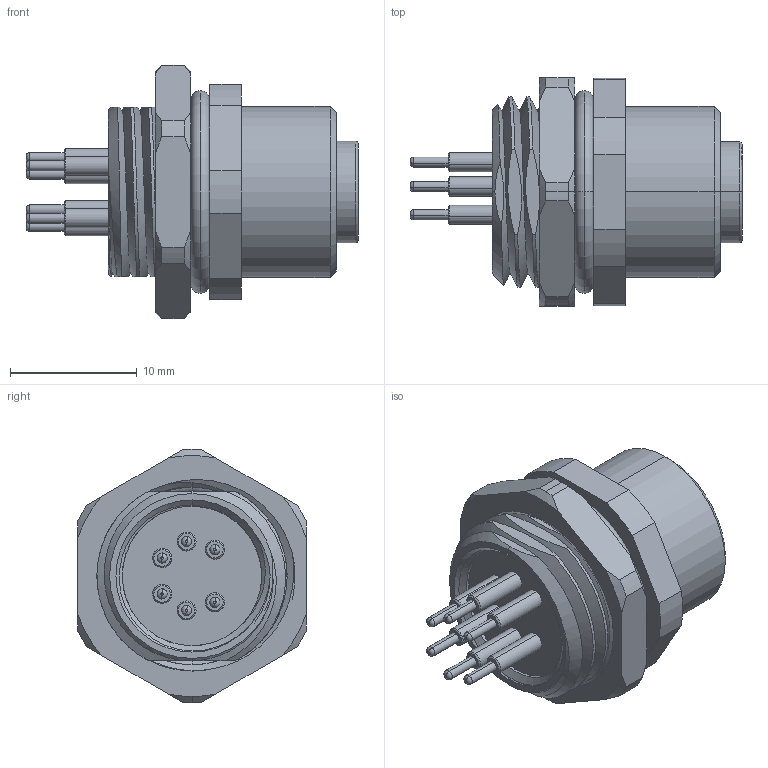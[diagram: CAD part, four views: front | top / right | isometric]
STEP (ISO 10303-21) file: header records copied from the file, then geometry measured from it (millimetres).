
FILE_DESCRIPTION (( 'STEP AP203' ), '1' );
FILE_NAME ('54-00204.STEP', '2023-04-18T16:06:40', ( '' ), ( '' ), 'SwSTEP 2.0', 'SolidWorks 2021', '' );
FILE_SCHEMA (( 'CONFIG_CONTROL_DESIGN' ));
Length unit declared in the file: millimetre
Products named in the file (7): 54-00204-04___; 54-00204-05___; 54-00204-02___; 54-00204-06___; 54-00204-03___; 54-00204; 54-00204-01___
Assembly tree (11 placements, depth 2):
  54-00204
    54-00204-01___
    54-00204-02___
    54-00204-03___  x6
    54-00204-06___
    54-00204-05___
    54-00204-04___
Bounding box: 26.2 x 18 x 20 mm (x, y, z)
Volume: 2751 mm3; surface area: 5859.7 mm2
Topology: 11 solids, 11 shells, 399 faces, 993 edges, 629 vertices
Faces by surface type: cylinder 167, plane 119, cone 57, torus 47, bspline 9
Entity records: 11874 total; most frequent: CARTESIAN_POINT 5406, ORIENTED_EDGE 1242, DIRECTION 1133, EDGE_CURVE 621, AXIS2_PLACEMENT_3D 460, VERTEX_POINT 404, EDGE_LOOP 271, ADVANCED_FACE 239
